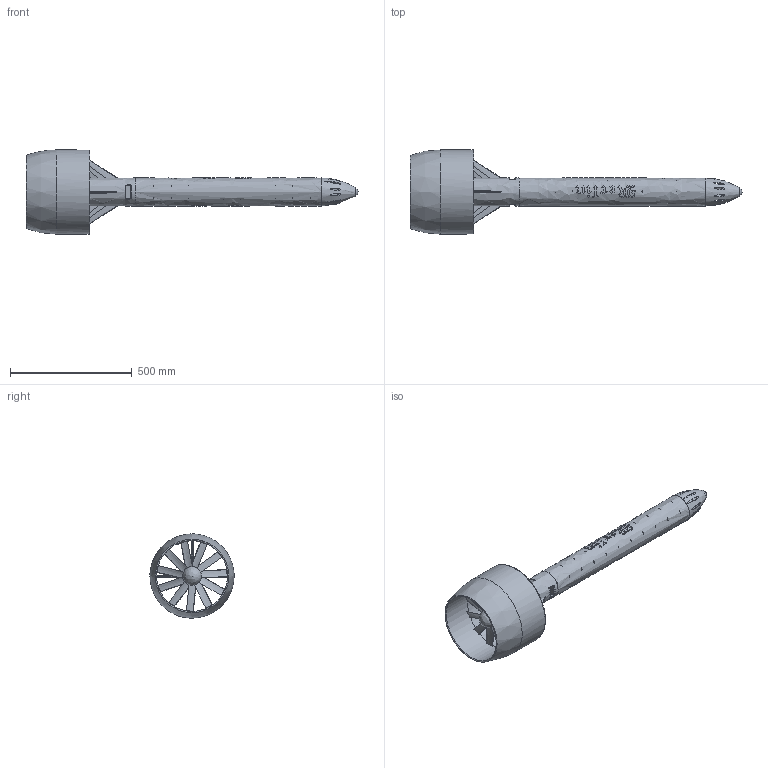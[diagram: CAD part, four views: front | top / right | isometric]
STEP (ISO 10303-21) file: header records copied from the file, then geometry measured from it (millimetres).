
FILE_DESCRIPTION(('FreeCAD Model'),'2;1');
FILE_NAME('Open CASCADE Shape Model','2025-04-27T02:39:50',('FreeCAD'),( 'FreeCAD'),'Open CASCADE STEP processor 7.6','FreeCAD','Unknown');
FILE_SCHEMA(('AUTOMOTIVE_DESIGN { 1 0 10303 214 1 1 1 1 }'));
Products named in the file (1): Open CASCADE STEP translator 7.6 1
Bounding box: 1365.02 x 346.12 x 346.2 mm (x, y, z)
Volume: 13296835 mm3; surface area: 2906795.9 mm2
Topology: 245 solids, 245 shells, 2672 faces, 6362 edges, 4161 vertices
Faces by surface type: bspline 2672
Entity records: 84401 total; most frequent: CARTESIAN_POINT 48018, ORIENTED_EDGE 12718, EDGE_CURVE 6359, VERTEX_POINT 4161, B_SPLINE_CURVE_WITH_KNOTS 3046, FACE_BOUND 2772, EDGE_LOOP 2772, ADVANCED_FACE 2672
